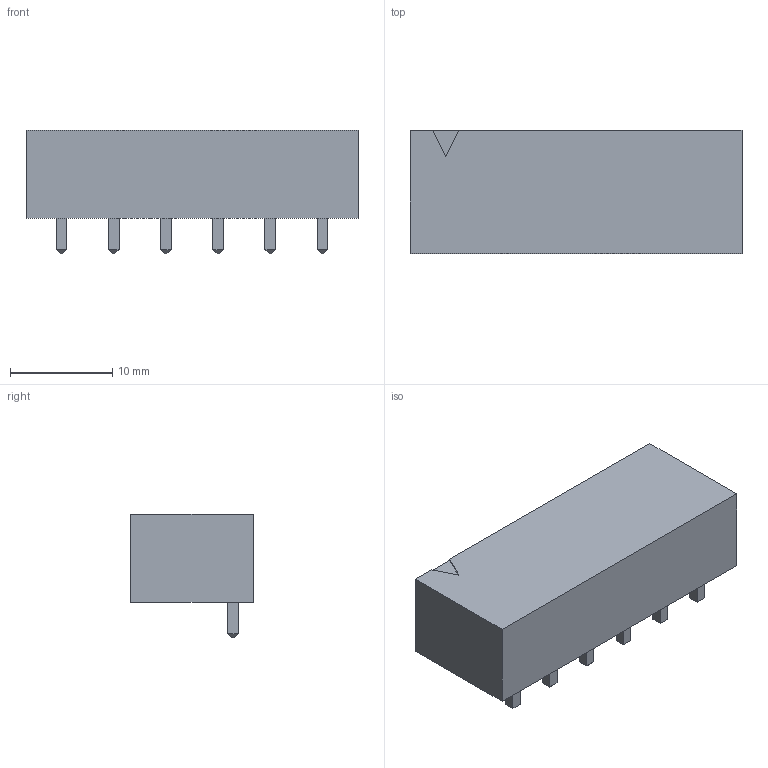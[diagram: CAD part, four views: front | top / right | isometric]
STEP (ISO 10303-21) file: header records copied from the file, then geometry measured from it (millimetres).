
FILE_DESCRIPTION(('FreeCAD Model'),'2;1');
FILE_NAME('283067.2.1.stp','2020-09-12T12:19:37',( 'Author'),(''),'Open CASCADE STEP processor 6.9','FreeCAD','Unknown' );
FILE_SCHEMA(('AUTOMOTIVE_DESIGN { 1 0 10303 214 1 1 1 1 }'));
Length unit declared in the file: millimetre
Products named in the file (3): ASSEMBLY; Body; LeadsArray
Assembly tree (2 placements, depth 2):
  ASSEMBLY
    Body
    LeadsArray
Bounding box: 32.4 x 12 x 12.1 mm (x, y, z)
Volume: 1652.7 mm3; surface area: 2613.7 mm2
Topology: 7 solids, 7 shells, 122 faces, 273 edges, 166 vertices
Faces by surface type: plane 110, cylinder 12
Entity records: 6963 total; most frequent: CARTESIAN_POINT 1182, DIRECTION 1081, LINE 771, VECTOR 771, ORIENTED_EDGE 546, PCURVE 546, DEFINITIONAL_REPRESENTATION 546, EDGE_CURVE 273
